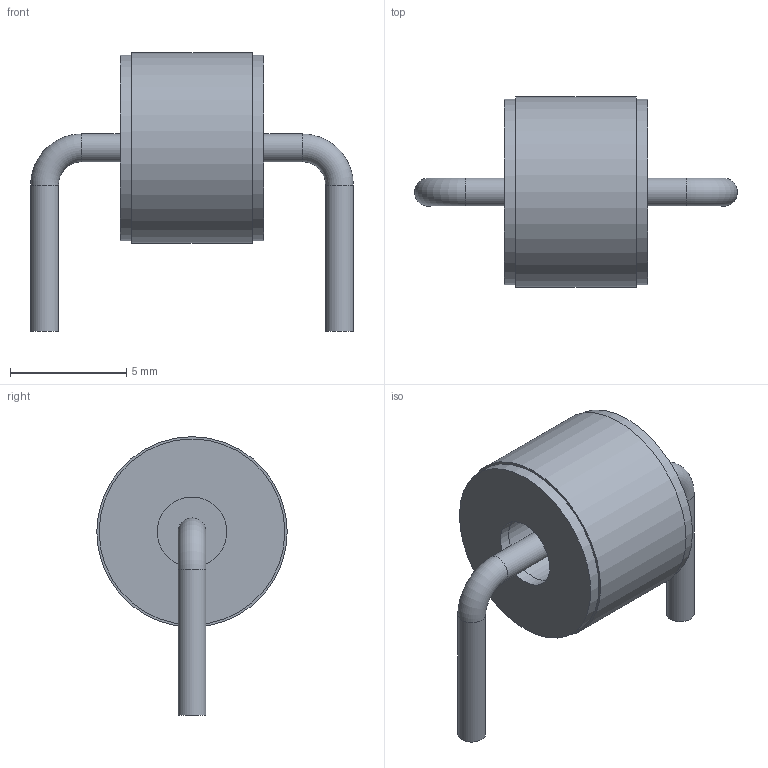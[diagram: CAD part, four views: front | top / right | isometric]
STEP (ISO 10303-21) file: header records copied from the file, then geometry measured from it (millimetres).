
FILE_DESCRIPTION(/* description */ (''),/* implementation_level */ '2;1');
FILE_NAME(/* name */ 'SAR_TDK_A81-A230X.stp',/* time_stamp */ '2015-07-31T10:00:49+02:00',/* author */ ('bcivel'),/* organization */ (''),/* preprocessor_version */ 'ST-DEVELOPER v15.5',/* originating_system */ 'AutoCAD Mechanical',/* authorisation */ '');
FILE_SCHEMA (('AUTOMOTIVE_DESIGN { 1 0 10303 214 3 1 1 }'));
Length unit declared in the file: millimetre
Products named in the file (1): Product
Bounding box: 13.9 x 8.2 x 12 mm (x, y, z)
Volume: 324.8 mm3; surface area: 573.7 mm2
Topology: 5 solids, 5 shells, 25 faces, 39 edges, 26 vertices
Faces by surface type: plane 12, cylinder 11, torus 2
Full cylindrical faces by diameter (mm): 1.2 x4, 3 x4, 8 x2, 8.2 x1
Entity records: 517 total; most frequent: DIRECTION 96, CARTESIAN_POINT 70, AXIS2_PLACEMENT_3D 48, EDGE_LOOP 44, ORIENTED_EDGE 44, FACE_OUTER_BOUND 25, ADVANCED_FACE 25, CIRCLE 22
